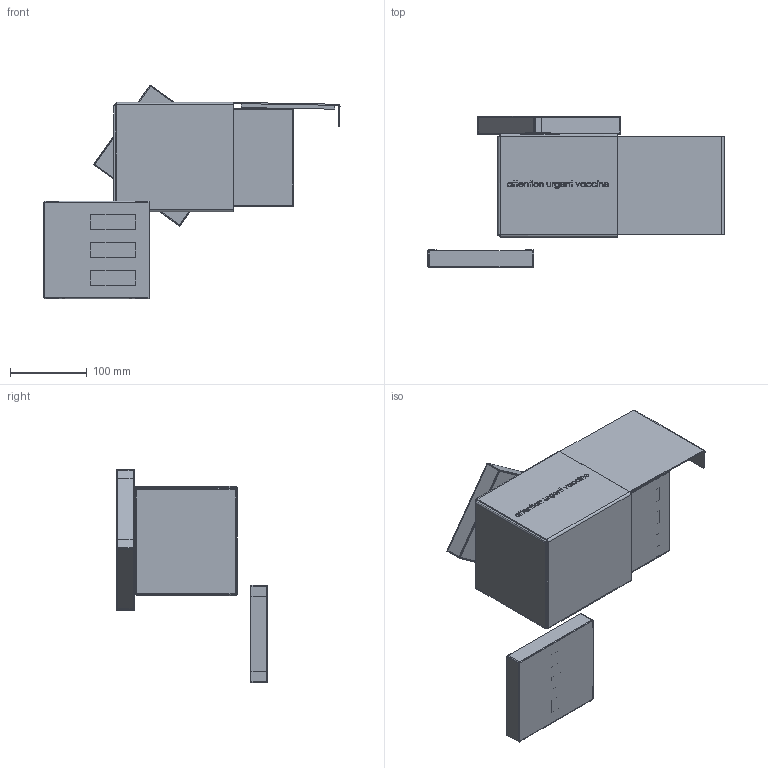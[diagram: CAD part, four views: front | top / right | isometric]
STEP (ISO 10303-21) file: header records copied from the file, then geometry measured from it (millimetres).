
FILE_DESCRIPTION(('FreeCAD Model'),'2;1');
FILE_NAME('Open CASCADE Shape Model','2025-04-29T14:06:09',('FreeCAD'),( 'FreeCAD'),'Open CASCADE STEP processor 7.6','FreeCAD','Unknown');
FILE_SCHEMA(('AUTOMOTIVE_DESIGN { 1 0 10303 214 1 1 1 1 }'));
Products named in the file (1): Open CASCADE STEP translator 7.6 1
Bounding box: 385.37 x 196.9 x 278.2 mm (x, y, z)
Volume: 1603186.2 mm3; surface area: 2051699.7 mm2
Topology: 343 solids, 364 shells, 6061 faces, 14112 edges, 8779 vertices
Faces by surface type: bspline 6061
Entity records: 272766 total; most frequent: CARTESIAN_POINT 184556, ORIENTED_EDGE 28224, EDGE_CURVE 14112, B_SPLINE_CURVE_WITH_KNOTS 12678, VERTEX_POINT 8779, FACE_BOUND 6159, EDGE_LOOP 6159, ADVANCED_FACE 6061
